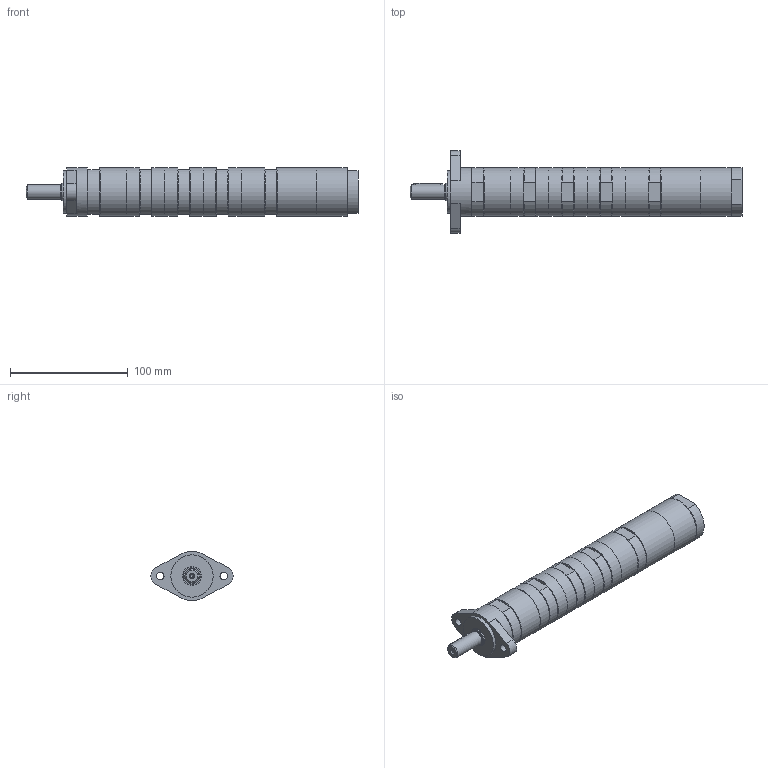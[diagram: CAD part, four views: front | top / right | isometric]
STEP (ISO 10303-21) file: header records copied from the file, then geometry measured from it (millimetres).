
FILE_DESCRIPTION(/* description */ ('MUD 23-10 F54'),/* implementation_level */ '2;1');
FILE_NAME(/* name */ 'MUD 23-10 F54_60028637.stp',/* time_stamp */ '2023-12-05T16:22:46+01:00',/* author */ ('DSteinicke'),/* organization */ (''),/* preprocessor_version */ 'ST-DEVELOPER v19.2',/* originating_system */ 'Autodesk Inventor 2024',/* authorisation */ '');
FILE_SCHEMA (('AUTOMOTIVE_DESIGN { 1 0 10303 214 3 1 1 }'));
Length unit declared in the file: millimetre
Products named in the file (1): 60028637
Bounding box: 281.7 x 69.94 x 41.5 mm (x, y, z)
Volume: 339092.7 mm3; surface area: 40765.7 mm2
Topology: 1 solids, 1 shells, 200 faces, 483 edges, 303 vertices
Faces by surface type: plane 113, cylinder 40, cone 38, bspline 7, torus 2
Full cylindrical faces by diameter (mm): 3.242 x1, 6.5 x2, 11.445 x3, 11.8 x1, 12 x1, 14.95 x1, 16 x1, 36 x1, 37.99 x2, 41.5 x11
Entity records: 6123 total; most frequent: CARTESIAN_POINT 1211, ORIENTED_EDGE 964, DIRECTION 960, EDGE_CURVE 482, AXIS2_PLACEMENT_3D 340, VERTEX_POINT 303, LINE 280, VECTOR 280
